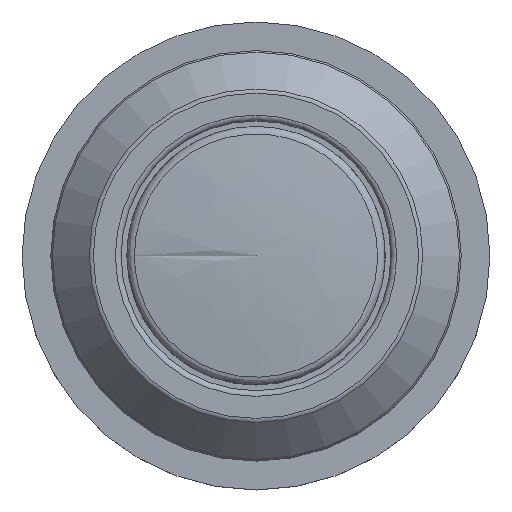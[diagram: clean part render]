
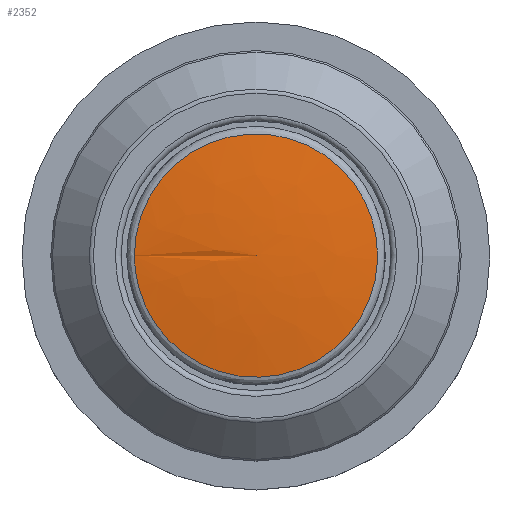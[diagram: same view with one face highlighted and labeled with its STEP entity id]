
A CAD part, top view. The second image highlights one B-rep face of the part: STEP entity #2352.
In plain terms, the highlighted free-form (B-spline) face has degree [3, 3] with [15, 4] control points.
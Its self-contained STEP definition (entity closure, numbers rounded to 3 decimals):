
#26=B_SPLINE_CURVE_WITH_KNOTS('',3,(#3365,#3366,#3367,#3368,#3369,#3370,
#3371,#3372,#3373,#3374,#3375,#3376,#3377,#3378,#3379),.UNSPECIFIED.,.T.,
 .F.,(4,1,1,1,1,1,1,1,1,1,1,1,4),(-3.142,-2.618,-2.094,
-1.571,-1.047,-0.524,0.,
0.524,1.047,1.571,2.094,2.618,
3.142),.UNSPECIFIED.);
#27=B_SPLINE_CURVE_WITH_KNOTS('',3,(#3441,#3442,#3443,#3444),
 .UNSPECIFIED.,.F.,.F.,(4,4),(0.058,1.),.UNSPECIFIED.);
#172=B_SPLINE_SURFACE_WITH_KNOTS('',3,3,((#3380,#3381,#3382,#3383),(#3384,
#3385,#3386,#3387),(#3388,#3389,#3390,#3391),(#3392,#3393,#3394,#3395),
(#3396,#3397,#3398,#3399),(#3400,#3401,#3402,#3403),(#3404,#3405,#3406,
#3407),(#3408,#3409,#3410,#3411),(#3412,#3413,#3414,#3415),(#3416,#3417,
#3418,#3419),(#3420,#3421,#3422,#3423),(#3424,#3425,#3426,#3427),(#3428,
#3429,#3430,#3431),(#3432,#3433,#3434,#3435),(#3436,#3437,#3438,#3439)),
 .UNSPECIFIED.,.T.,.F.,.F.,(4,1,1,1,1,1,1,1,1,1,1,1,4),(4,4),(0.,0.083,
0.167,0.25,0.333,0.417,0.5,0.583,
0.667,0.75,0.833,0.917,1.),(0.058,
1.),.UNSPECIFIED.);
#592=FACE_OUTER_BOUND('',#735,.T.);
#735=EDGE_LOOP('',(#1584,#1585,#1586));
#947=VERTEX_POINT('',#3347);
#949=VERTEX_POINT('',#3440);
#1199=EDGE_CURVE('',#947,#947,#26,.T.);
#1200=EDGE_CURVE('',#947,#949,#27,.T.);
#1584=ORIENTED_EDGE('',*,*,#1199,.F.);
#1585=ORIENTED_EDGE('',*,*,#1200,.T.);
#1586=ORIENTED_EDGE('',*,*,#1200,.F.);
#2352=ADVANCED_FACE('',(#592),#172,.F.);
#3347=CARTESIAN_POINT('',(-4.237,0.,5.534));
#3365=CARTESIAN_POINT('Ctrl Pts',(-4.237,0.,
5.534));
#3366=CARTESIAN_POINT('Ctrl Pts',(-4.237,0.74,5.534));
#3367=CARTESIAN_POINT('Ctrl Pts',(-3.842,2.218,5.534));
#3368=CARTESIAN_POINT('Ctrl Pts',(-2.218,3.842,5.534));
#3369=CARTESIAN_POINT('Ctrl Pts',(0.,4.436,
5.534));
#3370=CARTESIAN_POINT('Ctrl Pts',(2.218,3.842,5.534));
#3371=CARTESIAN_POINT('Ctrl Pts',(3.841,2.218,5.534));
#3372=CARTESIAN_POINT('Ctrl Pts',(4.436,0.,
5.534));
#3373=CARTESIAN_POINT('Ctrl Pts',(3.841,-2.218,5.534));
#3374=CARTESIAN_POINT('Ctrl Pts',(2.218,-3.842,5.534));
#3375=CARTESIAN_POINT('Ctrl Pts',(0.,-4.436,
5.534));
#3376=CARTESIAN_POINT('Ctrl Pts',(-2.218,-3.842,5.534));
#3377=CARTESIAN_POINT('Ctrl Pts',(-3.842,-2.218,5.534));
#3378=CARTESIAN_POINT('Ctrl Pts',(-4.237,-0.74,
5.534));
#3379=CARTESIAN_POINT('Ctrl Pts',(-4.237,0.,
5.534));
#3380=CARTESIAN_POINT('Ctrl Pts',(-4.237,0.,
5.534));
#3381=CARTESIAN_POINT('Ctrl Pts',(-2.825,0.,
5.711));
#3382=CARTESIAN_POINT('Ctrl Pts',(-1.412,0.,
5.8));
#3383=CARTESIAN_POINT('Ctrl Pts',(0.,0.,5.8));
#3384=CARTESIAN_POINT('Ctrl Pts',(-4.237,0.74,5.534));
#3385=CARTESIAN_POINT('Ctrl Pts',(-2.824,0.493,5.711));
#3386=CARTESIAN_POINT('Ctrl Pts',(-1.413,0.247,5.8));
#3387=CARTESIAN_POINT('Ctrl Pts',(0.,0.,5.8));
#3388=CARTESIAN_POINT('Ctrl Pts',(-3.841,2.218,5.534));
#3389=CARTESIAN_POINT('Ctrl Pts',(-2.561,1.478,5.711));
#3390=CARTESIAN_POINT('Ctrl Pts',(-1.28,0.739,5.8));
#3391=CARTESIAN_POINT('Ctrl Pts',(0.,0.,5.8));
#3392=CARTESIAN_POINT('Ctrl Pts',(-2.218,3.842,5.534));
#3393=CARTESIAN_POINT('Ctrl Pts',(-1.479,2.562,5.711));
#3394=CARTESIAN_POINT('Ctrl Pts',(-0.739,1.28,5.8));
#3395=CARTESIAN_POINT('Ctrl Pts',(0.,0.,5.8));
#3396=CARTESIAN_POINT('Ctrl Pts',(0.,4.436,5.534));
#3397=CARTESIAN_POINT('Ctrl Pts',(0.,2.957,
5.711));
#3398=CARTESIAN_POINT('Ctrl Pts',(0.,1.479,
5.8));
#3399=CARTESIAN_POINT('Ctrl Pts',(0.,0.,5.8));
#3400=CARTESIAN_POINT('Ctrl Pts',(2.218,3.841,5.534));
#3401=CARTESIAN_POINT('Ctrl Pts',(1.479,2.561,5.711));
#3402=CARTESIAN_POINT('Ctrl Pts',(0.739,1.28,5.8));
#3403=CARTESIAN_POINT('Ctrl Pts',(0.,0.,5.8));
#3404=CARTESIAN_POINT('Ctrl Pts',(3.842,2.218,5.534));
#3405=CARTESIAN_POINT('Ctrl Pts',(2.562,1.479,5.711));
#3406=CARTESIAN_POINT('Ctrl Pts',(1.28,0.739,5.8));
#3407=CARTESIAN_POINT('Ctrl Pts',(0.,0.,5.8));
#3408=CARTESIAN_POINT('Ctrl Pts',(4.436,0.,
5.534));
#3409=CARTESIAN_POINT('Ctrl Pts',(2.957,0.,
5.711));
#3410=CARTESIAN_POINT('Ctrl Pts',(1.479,0.,5.8));
#3411=CARTESIAN_POINT('Ctrl Pts',(0.,0.,5.8));
#3412=CARTESIAN_POINT('Ctrl Pts',(3.842,-2.218,5.534));
#3413=CARTESIAN_POINT('Ctrl Pts',(2.562,-1.479,5.711));
#3414=CARTESIAN_POINT('Ctrl Pts',(1.28,-0.739,5.8));
#3415=CARTESIAN_POINT('Ctrl Pts',(0.,0.,5.8));
#3416=CARTESIAN_POINT('Ctrl Pts',(2.218,-3.841,5.534));
#3417=CARTESIAN_POINT('Ctrl Pts',(1.479,-2.561,5.711));
#3418=CARTESIAN_POINT('Ctrl Pts',(0.739,-1.28,5.8));
#3419=CARTESIAN_POINT('Ctrl Pts',(0.,0.,5.8));
#3420=CARTESIAN_POINT('Ctrl Pts',(0.,-4.436,
5.534));
#3421=CARTESIAN_POINT('Ctrl Pts',(0.,-2.957,
5.711));
#3422=CARTESIAN_POINT('Ctrl Pts',(0.,-1.479,
5.8));
#3423=CARTESIAN_POINT('Ctrl Pts',(0.,0.,5.8));
#3424=CARTESIAN_POINT('Ctrl Pts',(-2.218,-3.841,5.534));
#3425=CARTESIAN_POINT('Ctrl Pts',(-1.478,-2.561,5.711));
#3426=CARTESIAN_POINT('Ctrl Pts',(-0.739,-1.28,
5.8));
#3427=CARTESIAN_POINT('Ctrl Pts',(0.,0.,5.8));
#3428=CARTESIAN_POINT('Ctrl Pts',(-3.842,-2.218,5.534));
#3429=CARTESIAN_POINT('Ctrl Pts',(-2.562,-1.479,5.711));
#3430=CARTESIAN_POINT('Ctrl Pts',(-1.28,-0.739,
5.8));
#3431=CARTESIAN_POINT('Ctrl Pts',(0.,0.,5.8));
#3432=CARTESIAN_POINT('Ctrl Pts',(-4.237,-0.74,5.534));
#3433=CARTESIAN_POINT('Ctrl Pts',(-2.824,-0.493,
5.711));
#3434=CARTESIAN_POINT('Ctrl Pts',(-1.413,-0.247,5.8));
#3435=CARTESIAN_POINT('Ctrl Pts',(0.,0.,5.8));
#3436=CARTESIAN_POINT('Ctrl Pts',(-4.237,0.,
5.534));
#3437=CARTESIAN_POINT('Ctrl Pts',(-2.825,0.,
5.711));
#3438=CARTESIAN_POINT('Ctrl Pts',(-1.412,0.,
5.8));
#3439=CARTESIAN_POINT('Ctrl Pts',(0.,0.,5.8));
#3440=CARTESIAN_POINT('',(0.,0.,5.8));
#3441=CARTESIAN_POINT('Ctrl Pts',(-4.237,0.,
5.534));
#3442=CARTESIAN_POINT('Ctrl Pts',(-2.825,0.,
5.711));
#3443=CARTESIAN_POINT('Ctrl Pts',(-1.412,0.,
5.8));
#3444=CARTESIAN_POINT('Ctrl Pts',(0.,0.,5.8));
